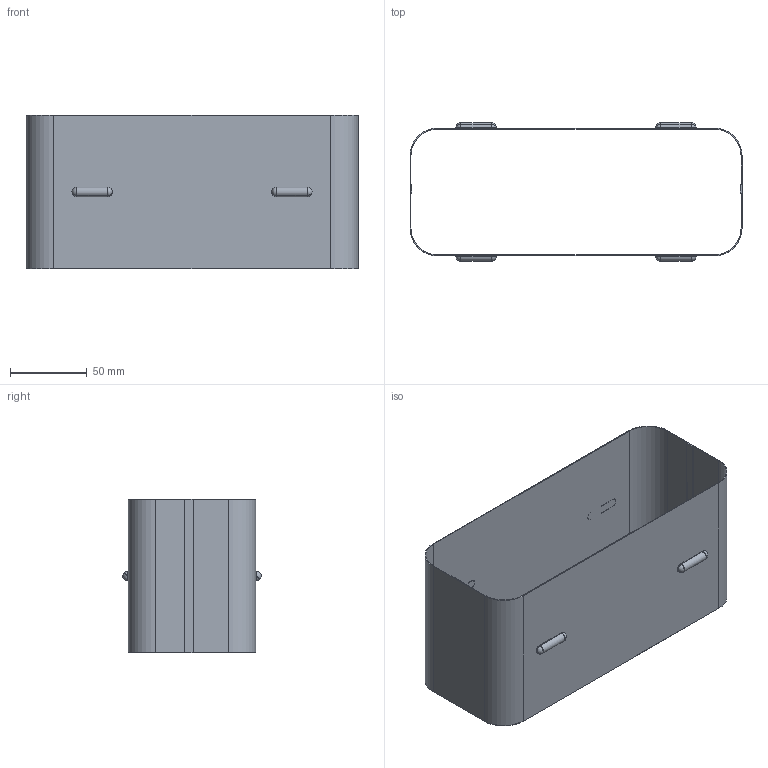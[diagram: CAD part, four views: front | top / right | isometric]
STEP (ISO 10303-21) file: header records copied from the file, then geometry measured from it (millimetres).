
FILE_DESCRIPTION(('STEP AP203'),'1');
FILE_NAME('V 4061017 SF-RVB 150 Rohrverbinder.STP','2019-11-15T10:57:45',(' '),(' '),'Spatial InterOp 3D',' ',' ');
FILE_SCHEMA(('CONFIG_CONTROL_DESIGN'));
Length unit declared in the file: millimetre
Products named in the file (1): 1
Bounding box: 216 x 89.99 x 100 mm (x, y, z)
Volume: 35180.9 mm3; surface area: 115826.3 mm2
Topology: 1 solids, 5 shells, 126 faces, 304 edges, 160 vertices
Faces by surface type: cylinder 56, plane 38, sphere 32
Entity records: 3432 total; most frequent: DIRECTION 654, CARTESIAN_POINT 559, ORIENTED_EDGE 544, EDGE_CURVE 272, AXIS2_PLACEMENT_3D 255, VERTEX_POINT 160, LINE 144, VECTOR 144
